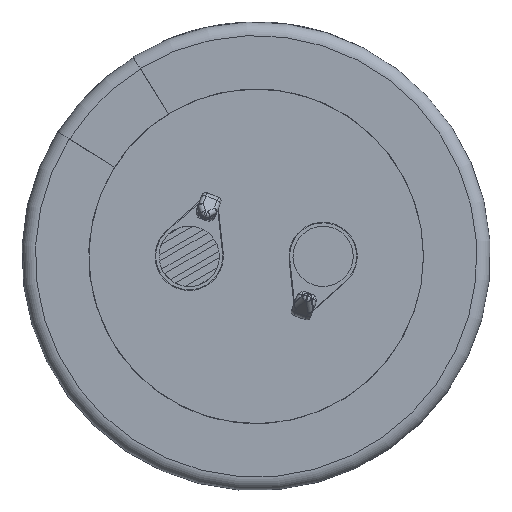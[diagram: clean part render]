
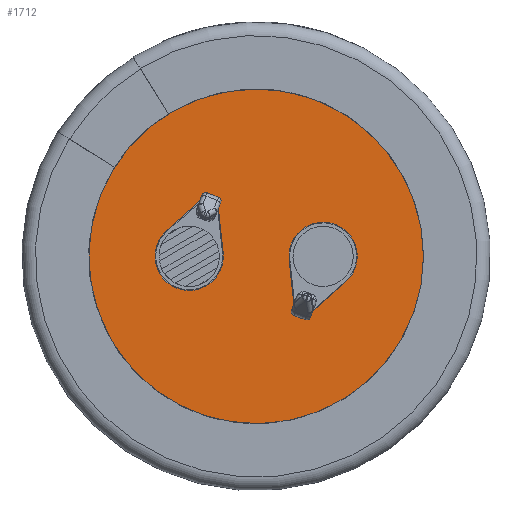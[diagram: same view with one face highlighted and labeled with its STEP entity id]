
A CAD part, front view. The second image highlights one B-rep face of the part: STEP entity #1712.
In plain terms, the highlighted planar face has unit normal (0, -1, 0).
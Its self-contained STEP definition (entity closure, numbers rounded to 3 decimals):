
#1712 = ADVANCED_FACE( '', ( #3578, #3579, #3580 ), #3581, .T. );
#3578 = FACE_OUTER_BOUND( '', #7426, .T. );
#3579 = FACE_BOUND( '', #7427, .T. );
#3580 = FACE_BOUND( '', #7428, .T. );
#3581 = PLANE( '', #7429 );
#7426 = EDGE_LOOP( '', ( #12349 ) );
#7427 = EDGE_LOOP( '', ( #12350, #12351, #12352, #12353 ) );
#7428 = EDGE_LOOP( '', ( #12354, #12355, #12356, #12357 ) );
#7429 = AXIS2_PLACEMENT_3D( '', #12358, #12359, #12360 );
#12349 = ORIENTED_EDGE( '', *, *, #13830, .T. );
#12350 = ORIENTED_EDGE( '', *, *, #14094, .F. );
#12351 = ORIENTED_EDGE( '', *, *, #13022, .F. );
#12352 = ORIENTED_EDGE( '', *, *, #14623, .F. );
#12353 = ORIENTED_EDGE( '', *, *, #14682, .F. );
#12354 = ORIENTED_EDGE( '', *, *, #13009, .T. );
#12355 = ORIENTED_EDGE( '', *, *, #14367, .T. );
#12356 = ORIENTED_EDGE( '', *, *, #13676, .T. );
#12357 = ORIENTED_EDGE( '', *, *, #13667, .T. );
#12358 = CARTESIAN_POINT( '', ( 0., 0., 0. ) );
#12359 = DIRECTION( '', ( 0., -1., 0. ) );
#12360 = DIRECTION( '', ( 0., 0., -1. ) );
#13009 = EDGE_CURVE( '', #15219, #15220, #15221, .T. );
#13022 = EDGE_CURVE( '', #15241, #15242, #15243, .T. );
#13667 = EDGE_CURVE( '', #16351, #15219, #16352, .T. );
#13676 = EDGE_CURVE( '', #16362, #16351, #16363, .T. );
#13830 = EDGE_CURVE( '', #16603, #16603, #16604, .T. );
#14094 = EDGE_CURVE( '', #15242, #16976, #16977, .T. );
#14367 = EDGE_CURVE( '', #15220, #16362, #17328, .T. );
#14623 = EDGE_CURVE( '', #17629, #15241, #17630, .T. );
#14682 = EDGE_CURVE( '', #16976, #17629, #17696, .T. );
#15219 = VERTEX_POINT( '', #18737 );
#15220 = VERTEX_POINT( '', #18738 );
#15221 = LINE( '', #18739, #18740 );
#15241 = VERTEX_POINT( '', #18779 );
#15242 = VERTEX_POINT( '', #18780 );
#15243 = LINE( '', #18781, #18782 );
#16351 = VERTEX_POINT( '', #21370 );
#16352 = CIRCLE( '', #21371, 2.55 );
#16362 = VERTEX_POINT( '', #21389 );
#16363 = LINE( '', #21390, #21391 );
#16603 = VERTEX_POINT( '', #21938 );
#16604 = CIRCLE( '', #21939, 14.5 );
#16976 = VERTEX_POINT( '', #22725 );
#16977 = LINE( '', #22726, #22727 );
#17328 = LINE( '', #23541, #23542 );
#17629 = VERTEX_POINT( '', #24156 );
#17630 = LINE( '', #24157, #24158 );
#17696 = CIRCLE( '', #24270, 2.55 );
#18737 = CARTESIAN_POINT( '', ( 6.694, 0., -1.906 ) );
#18738 = CARTESIAN_POINT( '', ( 4.27, 0., -4.059 ) );
#18739 = CARTESIAN_POINT( '', ( 6.694, 0., -1.906 ) );
#18740 = VECTOR( '', #24732, 1000. );
#18779 = CARTESIAN_POINT( '', ( -2.814, 0., 3.497 ) );
#18780 = CARTESIAN_POINT( '', ( -4.27, 0., 4.059 ) );
#18781 = CARTESIAN_POINT( '', ( -2.814, 0., 3.497 ) );
#18782 = VECTOR( '', #24745, 1000. );
#21370 = CARTESIAN_POINT( '', ( 2.465, 0., -0.274 ) );
#21371 = AXIS2_PLACEMENT_3D( '', #24912, #24913, #24914 );
#21389 = CARTESIAN_POINT( '', ( 2.814, 0., -3.497 ) );
#21390 = CARTESIAN_POINT( '', ( 2.814, 0., -3.497 ) );
#21391 = VECTOR( '', #24916, 1000. );
#21938 = CARTESIAN_POINT( '', ( 0., 0., -14.5 ) );
#21939 = AXIS2_PLACEMENT_3D( '', #24988, #24989, #24990 );
#22725 = CARTESIAN_POINT( '', ( -6.694, 0., 1.906 ) );
#22726 = CARTESIAN_POINT( '', ( -4.27, 0., 4.059 ) );
#22727 = VECTOR( '', #25106, 1000. );
#23541 = CARTESIAN_POINT( '', ( 4.27, 0., -4.059 ) );
#23542 = VECTOR( '', #25227, 1000. );
#24156 = CARTESIAN_POINT( '', ( -2.465, 0., 0.274 ) );
#24157 = CARTESIAN_POINT( '', ( -2.465, 0., 0.274 ) );
#24158 = VECTOR( '', #25356, 1000. );
#24270 = AXIS2_PLACEMENT_3D( '', #25404, #25405, #25406 );
#24732 = DIRECTION( '', ( -0.748, 0., -0.664 ) );
#24745 = DIRECTION( '', ( -0.933, 0., 0.36 ) );
#24912 = CARTESIAN_POINT( '', ( 5., 0., 0. ) );
#24913 = DIRECTION( '', ( 0., 1., 0. ) );
#24914 = DIRECTION( '', ( 0., 0., -1. ) );
#24916 = DIRECTION( '', ( -0.108, 0., 0.994 ) );
#24988 = CARTESIAN_POINT( '', ( 0., 0., 0. ) );
#24989 = DIRECTION( '', ( 0., -1., 0. ) );
#24990 = DIRECTION( '', ( 0., 0., -1. ) );
#25106 = DIRECTION( '', ( -0.748, 0., -0.664 ) );
#25227 = DIRECTION( '', ( -0.933, 0., 0.36 ) );
#25356 = DIRECTION( '', ( -0.108, 0., 0.994 ) );
#25404 = CARTESIAN_POINT( '', ( -5., 0., 0. ) );
#25405 = DIRECTION( '', ( 0., -1., 0. ) );
#25406 = DIRECTION( '', ( 0., 0., 1. ) );
